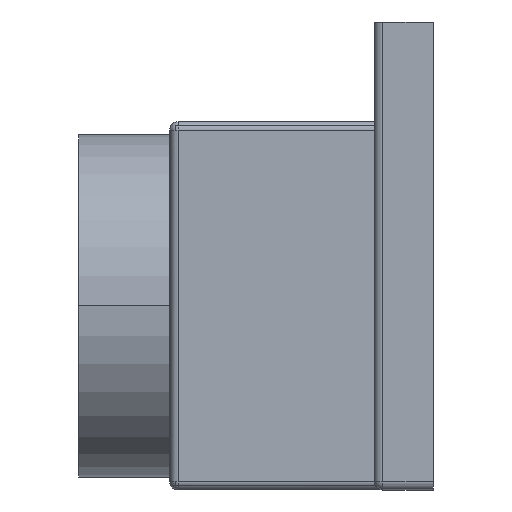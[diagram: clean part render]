
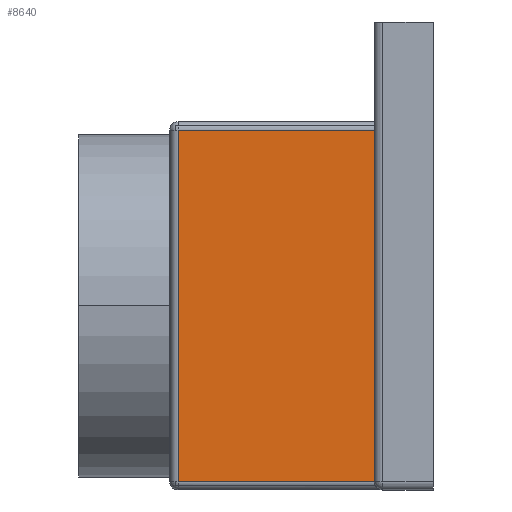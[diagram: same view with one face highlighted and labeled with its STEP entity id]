
A CAD part, left-side view. The second image highlights one B-rep face of the part: STEP entity #8640.
In plain terms, the highlighted planar face has unit normal (-1, 0, 0).
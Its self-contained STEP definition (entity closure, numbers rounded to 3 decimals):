
#1310=CARTESIAN_POINT('',(-956.,429.,
-2.5));
#1320=VERTEX_POINT('',#1310);
#1350=CARTESIAN_POINT('',(-956.,429.,
39.));
#1360=DIRECTION('',(0.,0.,1.));
#1370=VECTOR('',#1360,1.);
#1380=LINE('',#1350,#1370);
#1390=CARTESIAN_POINT('',(-956.,429.,
80.5));
#1400=VERTEX_POINT('',#1390);
#1410=EDGE_CURVE('',#1320,#1400,#1380,.T.);
#7150=CARTESIAN_POINT('',(-956.,475.3,
39.));
#7160=DIRECTION('',(0.,0.,-1.));
#7170=VECTOR('',#7160,1.);
#7180=LINE('',#7150,#7170);
#7190=CARTESIAN_POINT('',(-956.,475.3,
80.5));
#7200=VERTEX_POINT('',#7190);
#7210=CARTESIAN_POINT('',(-956.,475.3,
-2.5));
#7220=VERTEX_POINT('',#7210);
#7230=EDGE_CURVE('',#7200,#7220,#7180,.T.);
#8430=CARTESIAN_POINT('',(-956.,477.3,
82.5));
#8440=DIRECTION('',(1.,0.,0.));
#8450=DIRECTION('',(0.,0.,1.));
#8460=AXIS2_PLACEMENT_3D('',#8430,#8440,#8450);
#8470=PLANE('',#8460);
#8480=ORIENTED_EDGE('',*,*,#1410,.T.);
#8490=CARTESIAN_POINT('',(-956.,477.3,
-2.5));
#8500=DIRECTION('',(0.,-1.,0.));
#8510=VECTOR('',#8500,1.);
#8520=LINE('',#8490,#8510);
#8530=EDGE_CURVE('',#7220,#1320,#8520,.T.);
#8540=ORIENTED_EDGE('',*,*,#8530,.T.);
#8550=ORIENTED_EDGE('',*,*,#7230,.T.);
#8560=CARTESIAN_POINT('',(-956.,477.3,
80.5));
#8570=DIRECTION('',(0.,-1.,0.));
#8580=VECTOR('',#8570,1.);
#8590=LINE('',#8560,#8580);
#8600=EDGE_CURVE('',#7200,#1400,#8590,.T.);
#8610=ORIENTED_EDGE('',*,*,#8600,.F.);
#8620=EDGE_LOOP('',(#8610,#8550,#8540,#8480));
#8630=FACE_OUTER_BOUND('',#8620,.T.);
#8640=ADVANCED_FACE('',(#8630),#8470,.F.);
